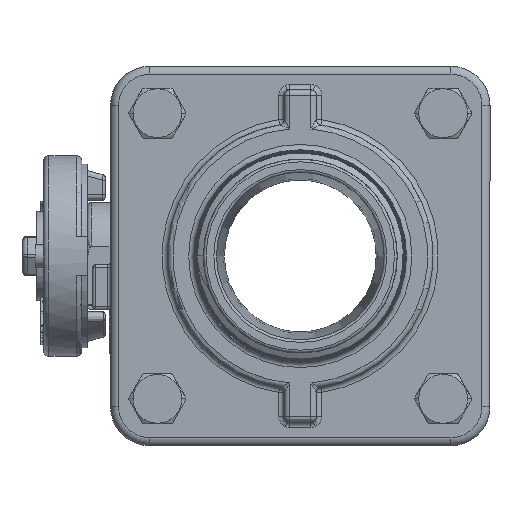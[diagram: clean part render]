
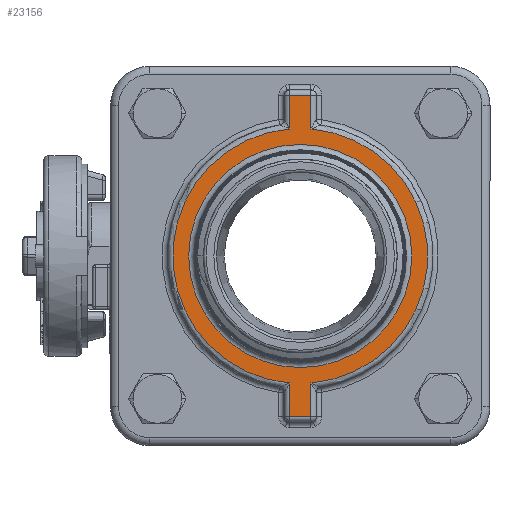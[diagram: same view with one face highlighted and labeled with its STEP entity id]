
A CAD part, left-side view. The second image highlights one B-rep face of the part: STEP entity #23156.
In plain terms, the highlighted face is planar.
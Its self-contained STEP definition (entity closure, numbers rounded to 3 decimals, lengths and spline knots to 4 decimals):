
#993=FACE_BOUND('',#4345,.T.);
#1546=PLANE('',#25668);
#2861=FACE_OUTER_BOUND('',#4344,.T.);
#4344=EDGE_LOOP('',(#21409,#21410,#21411,#21412,#21413,#21414,#21415,#21416));
#4345=EDGE_LOOP('',(#21417));
#5203=CIRCLE('',#25598,1.4275);
#5245=CIRCLE('',#25655,1.4275);
#5251=CIRCLE('',#25669,1.25);
#7654=LINE('',#54248,#9532);
#7671=LINE('',#54679,#9549);
#7672=LINE('',#54683,#9550);
#7673=LINE('',#54685,#9551);
#7674=LINE('',#54686,#9552);
#7675=LINE('',#54687,#9553);
#9532=VECTOR('',#31537,0.3937);
#9549=VECTOR('',#31698,0.3937);
#9550=VECTOR('',#31703,0.3937);
#9551=VECTOR('',#31704,0.3937);
#9552=VECTOR('',#31705,0.3937);
#9553=VECTOR('',#31706,0.3937);
#11582=VERTEX_POINT('',#54213);
#11585=VERTEX_POINT('',#54247);
#11587=VERTEX_POINT('',#54253);
#11617=VERTEX_POINT('',#54477);
#11623=VERTEX_POINT('',#54628);
#11627=VERTEX_POINT('',#54678);
#11628=VERTEX_POINT('',#54682);
#11629=VERTEX_POINT('',#54684);
#11630=VERTEX_POINT('',#54688);
#14833=EDGE_CURVE('',#11582,#11585,#7654,.T.);
#14837=EDGE_CURVE('',#11587,#11582,#5203,.T.);
#14899=EDGE_CURVE('',#11617,#11623,#5245,.T.);
#14908=EDGE_CURVE('',#11585,#11627,#7671,.T.);
#14910=EDGE_CURVE('',#11628,#11587,#7672,.T.);
#14911=EDGE_CURVE('',#11629,#11628,#7673,.T.);
#14912=EDGE_CURVE('',#11623,#11629,#7674,.T.);
#14913=EDGE_CURVE('',#11627,#11617,#7675,.T.);
#14914=EDGE_CURVE('',#11630,#11630,#5251,.T.);
#21409=ORIENTED_EDGE('',*,*,#14833,.F.);
#21410=ORIENTED_EDGE('',*,*,#14837,.F.);
#21411=ORIENTED_EDGE('',*,*,#14910,.F.);
#21412=ORIENTED_EDGE('',*,*,#14911,.F.);
#21413=ORIENTED_EDGE('',*,*,#14912,.F.);
#21414=ORIENTED_EDGE('',*,*,#14899,.F.);
#21415=ORIENTED_EDGE('',*,*,#14913,.F.);
#21416=ORIENTED_EDGE('',*,*,#14908,.F.);
#21417=ORIENTED_EDGE('',*,*,#14914,.F.);
#23156=ADVANCED_FACE('',(#2861,#993),#1546,.T.);
#25598=AXIS2_PLACEMENT_3D('',#54264,#31544,#31545);
#25655=AXIS2_PLACEMENT_3D('',#54660,#31670,#31671);
#25668=AXIS2_PLACEMENT_3D('',#54681,#31701,#31702);
#25669=AXIS2_PLACEMENT_3D('',#54689,#31707,#31708);
#31537=DIRECTION('',(-1.,0.,0.));
#31544=DIRECTION('center_axis',(0.,0.,-1.));
#31545=DIRECTION('ref_axis',(0.,-1.,0.));
#31670=DIRECTION('center_axis',(0.,0.,-1.));
#31671=DIRECTION('ref_axis',(0.,1.,0.));
#31698=DIRECTION('',(0.,1.,0.));
#31701=DIRECTION('center_axis',(0.,0.,1.));
#31702=DIRECTION('ref_axis',(1.,0.,0.));
#31703=DIRECTION('',(-1.,0.,0.));
#31704=DIRECTION('',(0.,-1.,0.));
#31705=DIRECTION('',(1.,0.,0.));
#31706=DIRECTION('',(1.,0.,0.));
#31707=DIRECTION('center_axis',(0.,0.,1.));
#31708=DIRECTION('ref_axis',(0.,-1.,0.));
#54213=CARTESIAN_POINT('',(-1.4224,-0.12,1.32));
#54247=CARTESIAN_POINT('',(-1.8,-0.12,1.32));
#54248=CARTESIAN_POINT('',(-0.7625,-0.12,1.32));
#54253=CARTESIAN_POINT('',(1.4224,-0.12,1.32));
#54264=CARTESIAN_POINT('Origin',(0.,0.,1.32));
#54477=CARTESIAN_POINT('',(-1.4224,0.12,1.32));
#54628=CARTESIAN_POINT('',(1.4224,0.12,1.32));
#54660=CARTESIAN_POINT('Origin',(0.,0.,1.32));
#54678=CARTESIAN_POINT('',(-1.8,0.12,1.32));
#54679=CARTESIAN_POINT('',(-1.8,0.6431,1.32));
#54681=CARTESIAN_POINT('Origin',(0.,1.2863,1.32));
#54682=CARTESIAN_POINT('',(1.8,-0.12,1.32));
#54683=CARTESIAN_POINT('',(0.7625,-0.12,1.32));
#54684=CARTESIAN_POINT('',(1.8,0.12,1.32));
#54685=CARTESIAN_POINT('',(1.8,0.6431,1.32));
#54686=CARTESIAN_POINT('',(0.7625,0.12,1.32));
#54687=CARTESIAN_POINT('',(-0.7625,0.12,1.32));
#54688=CARTESIAN_POINT('',(1.25,0.,1.32));
#54689=CARTESIAN_POINT('Origin',(0.,0.,1.32));
